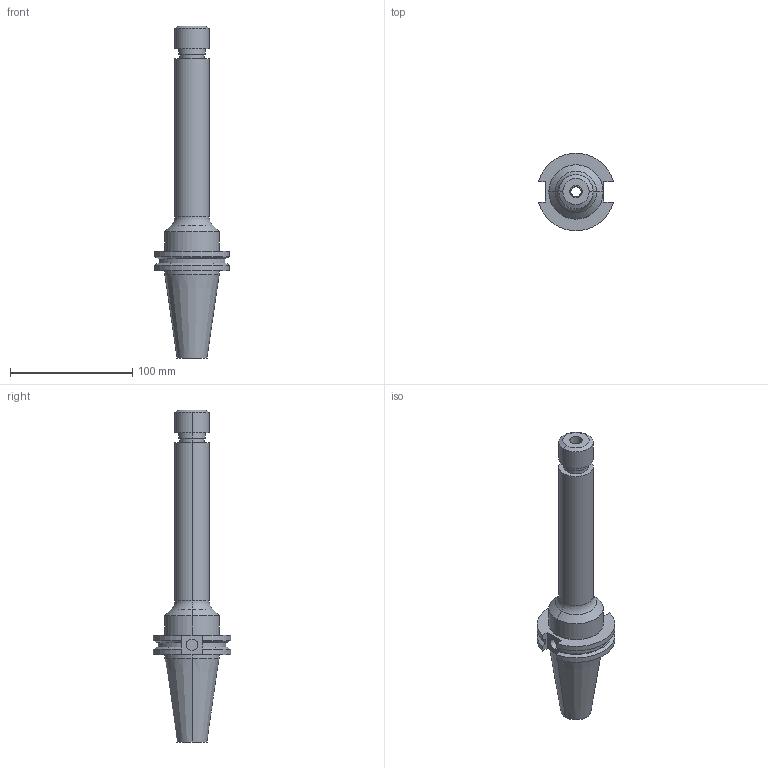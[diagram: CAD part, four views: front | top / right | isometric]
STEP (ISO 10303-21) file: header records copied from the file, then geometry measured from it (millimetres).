
FILE_DESCRIPTION (( 'STEP AP203' ), '1' );
FILE_NAME ('STP-22233-AD+B.STEP', '2020-06-29T06:28:49', ( '' ), ( '' ), 'SwSTEP 2.0', 'SolidWorks 2017', '' );
FILE_SCHEMA (( 'CONFIG_CONTROL_DESIGN' ));
Length unit declared in the file: millimetre
Products named in the file (1): STP-22233-AD+B
Bounding box: 61.35 x 63.26 x 271.45 mm (x, y, z)
Volume: 221986.2 mm3; surface area: 42017.9 mm2
Topology: 1 solids, 1 shells, 66 faces, 150 edges, 94 vertices
Faces by surface type: cylinder 30, plane 20, cone 14, torus 2
Entity records: 1951 total; most frequent: DIRECTION 348, CARTESIAN_POINT 335, ORIENTED_EDGE 300, EDGE_CURVE 150, AXIS2_PLACEMENT_3D 139, VERTEX_POINT 94, EDGE_LOOP 76, CIRCLE 72
